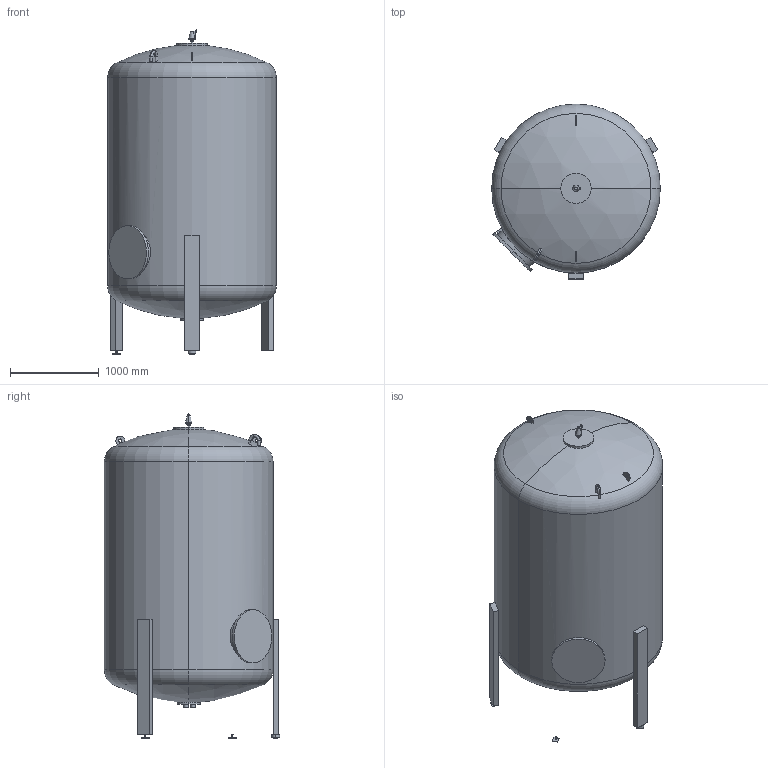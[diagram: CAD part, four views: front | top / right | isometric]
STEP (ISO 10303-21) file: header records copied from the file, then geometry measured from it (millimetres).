
FILE_DESCRIPTION (( 'STEP AP214' ), '1' );
FILE_NAME ('MV_8000_3.STEP', '2024-04-08T13:10:58', ( '' ), ( '' ), 'SwSTEP 2.0', 'SolidWorks 2021', '' );
FILE_SCHEMA (( 'AUTOMOTIVE_DESIGN' ));
Length unit declared in the file: millimetre
Products named in the file (3): MV_8000_3; MV_8000_3.dwg; 17724_flmacomat_fg_8000_pn3.dwg
Assembly tree (2 placements, depth 3):
  MV_8000_3
    MV_8000_3.dwg
      17724_flmacomat_fg_8000_pn3.dwg
Bounding box: 1900 x 1975 x 3648.75 mm (x, y, z)
Volume: 8067178263.2 mm3; surface area: 23456342 mm2
Topology: 8 solids, 8 shells, 167 faces, 353 edges, 221 vertices
Faces by surface type: plane 76, cylinder 57, torus 20, sphere 8, cone 6
Entity records: 5728 total; most frequent: CARTESIAN_POINT 1856, DIRECTION 858, ORIENTED_EDGE 702, EDGE_CURVE 351, AXIS2_PLACEMENT_3D 348, VERTEX_POINT 221, EDGE_LOOP 192, CIRCLE 175
